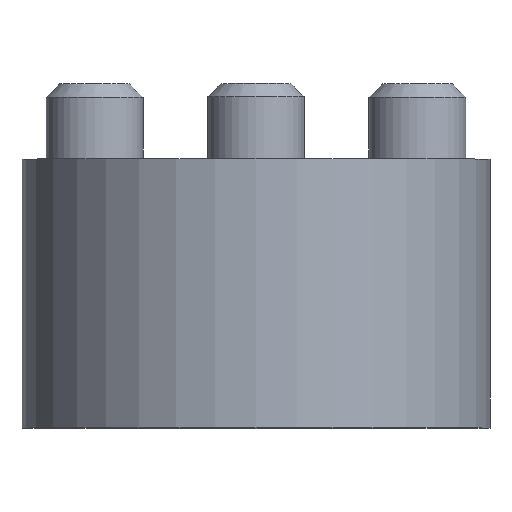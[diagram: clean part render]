
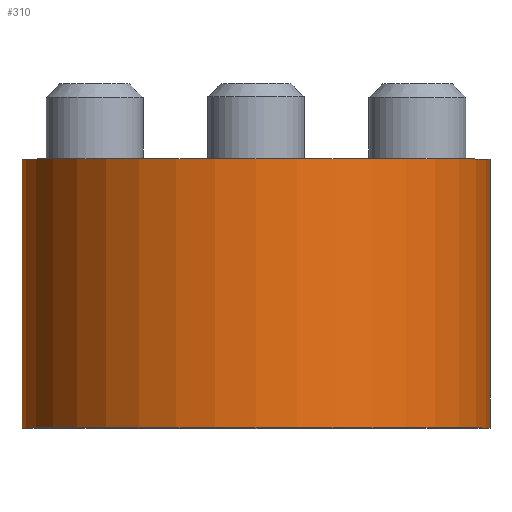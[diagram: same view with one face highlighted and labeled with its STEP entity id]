
A CAD part, top view. The second image highlights one B-rep face of the part: STEP entity #310.
In plain terms, the highlighted cylindrical face has radius 8.7 mm (diameter 17.4 mm), a full revolution.
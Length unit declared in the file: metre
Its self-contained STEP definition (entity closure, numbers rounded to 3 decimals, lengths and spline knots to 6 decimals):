
#45=CIRCLE('',#357,0.0087);
#46=CIRCLE('',#358,0.0087);
#76=ORIENTED_EDGE('',*,*,#138,.F.);
#77=ORIENTED_EDGE('',*,*,#139,.T.);
#138=EDGE_CURVE('',#168,#168,#45,.T.);
#139=EDGE_CURVE('',#169,#169,#46,.T.);
#168=VERTEX_POINT('',#526);
#169=VERTEX_POINT('',#528);
#204=EDGE_LOOP('',(#76));
#205=EDGE_LOOP('',(#77));
#254=FACE_BOUND('',#204,.T.);
#255=FACE_BOUND('',#205,.T.);
#299=CYLINDRICAL_SURFACE('',#356,0.0087);
#310=ADVANCED_FACE('',(#254,#255),#299,.T.);
#356=AXIS2_PLACEMENT_3D('',#524,#426,#427);
#357=AXIS2_PLACEMENT_3D('',#525,#428,#429);
#358=AXIS2_PLACEMENT_3D('',#527,#430,#431);
#426=DIRECTION('',(0.,1.,0.));
#427=DIRECTION('',(0.,0.,1.));
#428=DIRECTION('',(0.,-1.,0.));
#429=DIRECTION('',(-1.,0.,0.));
#430=DIRECTION('',(0.,-1.,0.));
#431=DIRECTION('',(-1.,0.,0.));
#524=CARTESIAN_POINT('',(0.,-0.025,0.));
#525=CARTESIAN_POINT('',(0.,-0.025,0.));
#526=CARTESIAN_POINT('',(-0.0087,-0.025,0.));
#527=CARTESIAN_POINT('',(0.,-0.015,0.));
#528=CARTESIAN_POINT('',(-0.0087,-0.015,0.));
